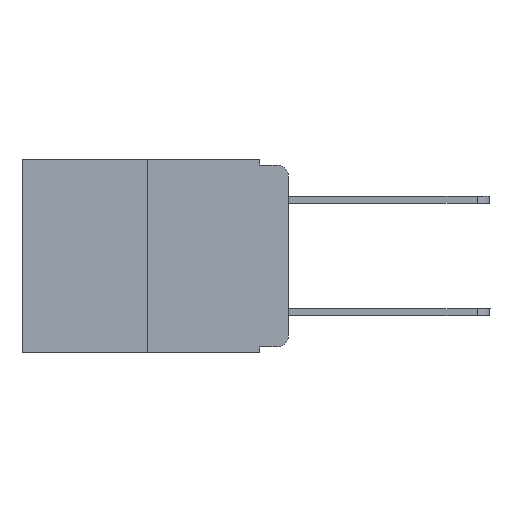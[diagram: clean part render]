
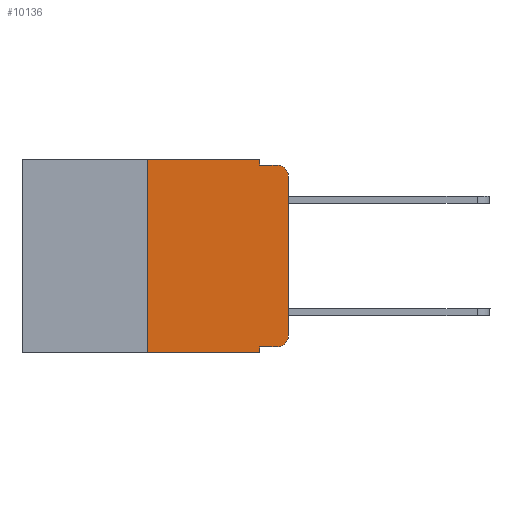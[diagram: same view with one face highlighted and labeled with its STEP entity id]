
A CAD part, left-side view. The second image highlights one B-rep face of the part: STEP entity #10136.
In plain terms, the highlighted planar face has unit normal (-1, 0, 0).
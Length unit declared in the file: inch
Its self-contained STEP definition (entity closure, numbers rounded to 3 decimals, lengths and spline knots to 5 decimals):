
#68 = VECTOR ( 'NONE', #4082, 39.37008 ) ;
#126 = VECTOR ( 'NONE', #1345, 39.37008 ) ;
#336 = FACE_OUTER_BOUND ( 'NONE', #6833, .T. ) ;
#371 = EDGE_CURVE ( 'NONE', #14550, #3858, #13218, .T. ) ;
#514 = VERTEX_POINT ( 'NONE', #11925 ) ;
#616 = CARTESIAN_POINT ( 'NONE',  ( 0., 0.051, -0.333 ) ) ;
#1104 = ORIENTED_EDGE ( 'NONE', *, *, #14741, .F. ) ;
#1273 = CARTESIAN_POINT ( 'NONE',  ( 0., 0.25, 0. ) ) ;
#1305 = VERTEX_POINT ( 'NONE', #1273 ) ;
#1345 = DIRECTION ( 'NONE',  ( 0., -1., 0. ) ) ;
#1350 = LINE ( 'NONE', #9084, #68 ) ;
#1353 = ORIENTED_EDGE ( 'NONE', *, *, #5046, .T. ) ;
#1718 = VECTOR ( 'NONE', #14285, 39.37008 ) ;
#2003 = CIRCLE ( 'NONE', #12997, 0.02 ) ;
#2138 = LINE ( 'NONE', #14977, #8719 ) ;
#2309 = LINE ( 'NONE', #4954, #13994 ) ;
#2557 = AXIS2_PLACEMENT_3D ( 'NONE', #8262, #6022, #4799 ) ;
#2726 = CARTESIAN_POINT ( 'NONE',  ( 0., 0.051, -0.343 ) ) ;
#2797 = CARTESIAN_POINT ( 'NONE',  ( 0., 0., -0.03 ) ) ;
#3071 = DIRECTION ( 'NONE',  ( -1., 0., 0. ) ) ;
#3287 = VERTEX_POINT ( 'NONE', #13572 ) ;
#3488 = LINE ( 'NONE', #616, #6767 ) ;
#3823 = PLANE ( 'NONE',  #2557 ) ;
#3848 = AXIS2_PLACEMENT_3D ( 'NONE', #6548, #3071, #13624 ) ;
#3858 = VERTEX_POINT ( 'NONE', #2726 ) ;
#3918 = CARTESIAN_POINT ( 'NONE',  ( 0., 0.25, 0. ) ) ;
#4082 = DIRECTION ( 'NONE',  ( 0., 0., -1. ) ) ;
#4150 = DIRECTION ( 'NONE',  ( 0., -1., 0. ) ) ;
#4325 = ORIENTED_EDGE ( 'NONE', *, *, #11031, .T. ) ;
#4525 = VERTEX_POINT ( 'NONE', #4621 ) ;
#4620 = VERTEX_POINT ( 'NONE', #10643 ) ;
#4621 = CARTESIAN_POINT ( 'NONE',  ( 0., 0.02, -0.01 ) ) ;
#4700 = CARTESIAN_POINT ( 'NONE',  ( 0., 0.051, -0.333 ) ) ;
#4799 = DIRECTION ( 'NONE',  ( 0., 0., -1. ) ) ;
#4934 = EDGE_CURVE ( 'NONE', #514, #6672, #2003, .T. ) ;
#4954 = CARTESIAN_POINT ( 'NONE',  ( 0., 0.051, 0. ) ) ;
#5046 = EDGE_CURVE ( 'NONE', #6399, #514, #3488, .T. ) ;
#5398 = CARTESIAN_POINT ( 'NONE',  ( 0., 0., -0.313 ) ) ;
#5460 = DIRECTION ( 'NONE',  ( -1., 0., 0. ) ) ;
#6022 = DIRECTION ( 'NONE',  ( 1., 0., 0. ) ) ;
#6124 = DIRECTION ( 'NONE',  ( 0., 0., 1. ) ) ;
#6132 = CARTESIAN_POINT ( 'NONE',  ( 0., 0.473, -0.343 ) ) ;
#6399 = VERTEX_POINT ( 'NONE', #4700 ) ;
#6492 = EDGE_CURVE ( 'NONE', #6399, #3858, #2309, .T. ) ;
#6548 = CARTESIAN_POINT ( 'NONE',  ( 0., 0.02, -0.03 ) ) ;
#6672 = VERTEX_POINT ( 'NONE', #5398 ) ;
#6724 = EDGE_CURVE ( 'NONE', #6672, #14697, #2138, .T. ) ;
#6767 = VECTOR ( 'NONE', #4150, 39.37008 ) ;
#6833 = EDGE_LOOP ( 'NONE', ( #12987, #4325, #10555, #1104, #8803, #12182, #12618, #12657, #1353, #7411 ) ) ;
#7235 = CARTESIAN_POINT ( 'NONE',  ( 0., 0.051, -0.01 ) ) ;
#7411 = ORIENTED_EDGE ( 'NONE', *, *, #4934, .T. ) ;
#7817 = LINE ( 'NONE', #7235, #126 ) ;
#8262 = CARTESIAN_POINT ( 'NONE',  ( 0., 0.473, 0. ) ) ;
#8719 = VECTOR ( 'NONE', #12413, 39.37008 ) ;
#8803 = ORIENTED_EDGE ( 'NONE', *, *, #12200, .F. ) ;
#8834 = DIRECTION ( 'NONE',  ( 0., 0., -1. ) ) ;
#9084 = CARTESIAN_POINT ( 'NONE',  ( 0., 0.051, 0. ) ) ;
#9215 = EDGE_CURVE ( 'NONE', #14550, #1305, #13151, .T. ) ;
#10047 = VECTOR ( 'NONE', #6124, 39.37008 ) ;
#10136 = ADVANCED_FACE ( 'NONE', ( #336 ), #3823, .F. ) ;
#10555 = ORIENTED_EDGE ( 'NONE', *, *, #10845, .F. ) ;
#10643 = CARTESIAN_POINT ( 'NONE',  ( 0., 0.051, 0. ) ) ;
#10845 = EDGE_CURVE ( 'NONE', #3287, #4525, #7817, .T. ) ;
#11031 = EDGE_CURVE ( 'NONE', #14697, #4525, #12185, .T. ) ;
#11214 = LINE ( 'NONE', #12406, #11383 ) ;
#11383 = VECTOR ( 'NONE', #14748, 39.37008 ) ;
#11925 = CARTESIAN_POINT ( 'NONE',  ( 0., 0.02, -0.333 ) ) ;
#12182 = ORIENTED_EDGE ( 'NONE', *, *, #9215, .F. ) ;
#12185 = CIRCLE ( 'NONE', #3848, 0.02 ) ;
#12200 = EDGE_CURVE ( 'NONE', #1305, #4620, #11214, .T. ) ;
#12406 = CARTESIAN_POINT ( 'NONE',  ( 0., 0.473, 0. ) ) ;
#12413 = DIRECTION ( 'NONE',  ( 0., 0., 1. ) ) ;
#12443 = CARTESIAN_POINT ( 'NONE',  ( 0., 0.02, -0.313 ) ) ;
#12618 = ORIENTED_EDGE ( 'NONE', *, *, #371, .T. ) ;
#12657 = ORIENTED_EDGE ( 'NONE', *, *, #6492, .F. ) ;
#12987 = ORIENTED_EDGE ( 'NONE', *, *, #6724, .T. ) ;
#12997 = AXIS2_PLACEMENT_3D ( 'NONE', #12443, #5460, #8834 ) ;
#13151 = LINE ( 'NONE', #3918, #10047 ) ;
#13218 = LINE ( 'NONE', #6132, #1718 ) ;
#13572 = CARTESIAN_POINT ( 'NONE',  ( 0., 0.051, -0.01 ) ) ;
#13624 = DIRECTION ( 'NONE',  ( 0., 0., -1. ) ) ;
#13994 = VECTOR ( 'NONE', #14682, 39.37008 ) ;
#14117 = CARTESIAN_POINT ( 'NONE',  ( 0., 0.25, -0.343 ) ) ;
#14285 = DIRECTION ( 'NONE',  ( 0., -1., 0. ) ) ;
#14550 = VERTEX_POINT ( 'NONE', #14117 ) ;
#14682 = DIRECTION ( 'NONE',  ( 0., 0., -1. ) ) ;
#14697 = VERTEX_POINT ( 'NONE', #2797 ) ;
#14741 = EDGE_CURVE ( 'NONE', #4620, #3287, #1350, .T. ) ;
#14748 = DIRECTION ( 'NONE',  ( 0., -1., 0. ) ) ;
#14977 = CARTESIAN_POINT ( 'NONE',  ( 0., 0., 0. ) ) ;
